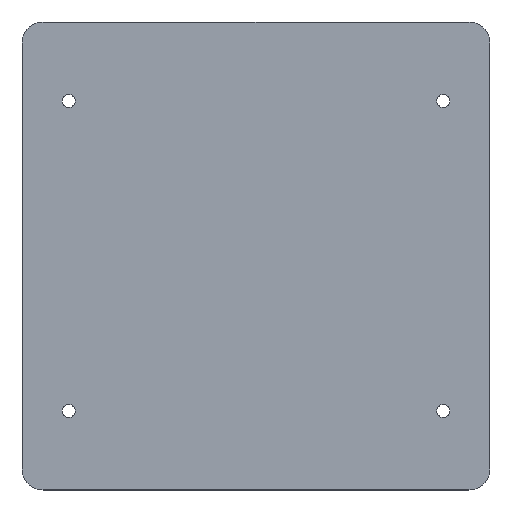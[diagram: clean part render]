
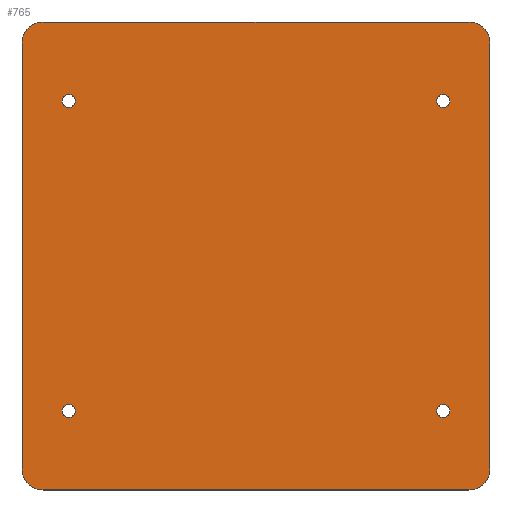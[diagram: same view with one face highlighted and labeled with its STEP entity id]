
A CAD part, top view. The second image highlights one B-rep face of the part: STEP entity #765.
In plain terms, the highlighted planar face has unit normal (0, 0, 1).
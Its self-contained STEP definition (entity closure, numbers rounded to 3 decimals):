
#260 = VERTEX_POINT('',#261);
#261 = CARTESIAN_POINT('',(25.4,73.914,0.624));
#267 = EDGE_CURVE('',#260,#268,#270,.T.);
#268 = VERTEX_POINT('',#269);
#269 = CARTESIAN_POINT('',(27.686,76.2,0.624));
#270 = CIRCLE('',#271,2.288);
#271 = AXIS2_PLACEMENT_3D('',#272,#273,#274);
#272 = CARTESIAN_POINT('',(27.688,73.912,0.624));
#273 = DIRECTION('',(0.,0.,-1.));
#274 = DIRECTION('',(-1.,0.001,0.));
#300 = EDGE_CURVE('',#268,#301,#303,.T.);
#301 = VERTEX_POINT('',#302);
#302 = CARTESIAN_POINT('',(30.48,76.2,0.624));
#303 = LINE('',#304,#305);
#304 = CARTESIAN_POINT('',(27.686,76.2,0.624));
#305 = VECTOR('',#306,1.);
#306 = DIRECTION('',(1.,0.,0.));
#331 = EDGE_CURVE('',#301,#332,#334,.T.);
#332 = VERTEX_POINT('',#333);
#333 = CARTESIAN_POINT('',(71.12,76.2,0.624));
#334 = LINE('',#335,#336);
#335 = CARTESIAN_POINT('',(30.48,76.2,0.624));
#336 = VECTOR('',#337,1.);
#337 = DIRECTION('',(1.,0.,0.));
#362 = EDGE_CURVE('',#332,#363,#365,.T.);
#363 = VERTEX_POINT('',#364);
#364 = CARTESIAN_POINT('',(73.914,76.2,0.624));
#365 = LINE('',#366,#367);
#366 = CARTESIAN_POINT('',(71.12,76.2,0.624));
#367 = VECTOR('',#368,1.);
#368 = DIRECTION('',(1.,0.,0.));
#393 = EDGE_CURVE('',#363,#394,#396,.T.);
#394 = VERTEX_POINT('',#395);
#395 = CARTESIAN_POINT('',(76.2,73.914,0.624));
#396 = CIRCLE('',#397,2.288);
#397 = AXIS2_PLACEMENT_3D('',#398,#399,#400);
#398 = CARTESIAN_POINT('',(73.912,73.912,0.624));
#399 = DIRECTION('',(0.,0.,-1.));
#400 = DIRECTION('',(0.001,1.,0.));
#426 = EDGE_CURVE('',#394,#427,#429,.T.);
#427 = VERTEX_POINT('',#428);
#428 = CARTESIAN_POINT('',(76.2,29.21,0.624));
#429 = LINE('',#430,#431);
#430 = CARTESIAN_POINT('',(76.2,73.914,0.624));
#431 = VECTOR('',#432,1.);
#432 = DIRECTION('',(0.,-1.,0.));
#457 = EDGE_CURVE('',#427,#458,#460,.T.);
#458 = VERTEX_POINT('',#459);
#459 = CARTESIAN_POINT('',(76.2,27.686,0.624));
#460 = LINE('',#461,#462);
#461 = CARTESIAN_POINT('',(76.2,29.21,0.624));
#462 = VECTOR('',#463,1.);
#463 = DIRECTION('',(0.,-1.,0.));
#488 = EDGE_CURVE('',#458,#489,#491,.T.);
#489 = VERTEX_POINT('',#490);
#490 = CARTESIAN_POINT('',(73.914,25.4,0.624));
#491 = CIRCLE('',#492,2.288);
#492 = AXIS2_PLACEMENT_3D('',#493,#494,#495);
#493 = CARTESIAN_POINT('',(73.912,27.688,0.624));
#494 = DIRECTION('',(0.,0.,-1.));
#495 = DIRECTION('',(1.,-0.001,0.));
#521 = EDGE_CURVE('',#489,#522,#524,.T.);
#522 = VERTEX_POINT('',#523);
#523 = CARTESIAN_POINT('',(27.686,25.4,0.624));
#524 = LINE('',#525,#526);
#525 = CARTESIAN_POINT('',(73.914,25.4,0.624));
#526 = VECTOR('',#527,1.);
#527 = DIRECTION('',(-1.,0.,0.));
#552 = EDGE_CURVE('',#522,#553,#555,.T.);
#553 = VERTEX_POINT('',#554);
#554 = CARTESIAN_POINT('',(25.4,27.686,0.624));
#555 = CIRCLE('',#556,2.288);
#556 = AXIS2_PLACEMENT_3D('',#557,#558,#559);
#557 = CARTESIAN_POINT('',(27.688,27.688,0.624));
#558 = DIRECTION('',(0.,0.,-1.));
#559 = DIRECTION('',(-0.001,-1.,0.));
#585 = EDGE_CURVE('',#553,#260,#586,.T.);
#586 = LINE('',#587,#588);
#587 = CARTESIAN_POINT('',(25.4,27.686,0.624));
#588 = VECTOR('',#589,1.);
#589 = DIRECTION('',(0.,1.,0.));
#609 = VERTEX_POINT('',#610);
#610 = CARTESIAN_POINT('',(31.18,33.972,0.624));
#616 = EDGE_CURVE('',#609,#609,#617,.T.);
#617 = CIRCLE('',#618,0.7);
#618 = AXIS2_PLACEMENT_3D('',#619,#620,#621);
#619 = CARTESIAN_POINT('',(30.48,33.972,0.624));
#620 = DIRECTION('',(0.,0.,1.));
#621 = DIRECTION('',(1.,0.,0.));
#642 = VERTEX_POINT('',#643);
#643 = CARTESIAN_POINT('',(31.18,67.628,0.624));
#649 = EDGE_CURVE('',#642,#642,#650,.T.);
#650 = CIRCLE('',#651,0.7);
#651 = AXIS2_PLACEMENT_3D('',#652,#653,#654);
#652 = CARTESIAN_POINT('',(30.48,67.628,0.624));
#653 = DIRECTION('',(0.,0.,1.));
#654 = DIRECTION('',(1.,0.,0.));
#675 = VERTEX_POINT('',#676);
#676 = CARTESIAN_POINT('',(71.82,33.972,0.624));
#682 = EDGE_CURVE('',#675,#675,#683,.T.);
#683 = CIRCLE('',#684,0.7);
#684 = AXIS2_PLACEMENT_3D('',#685,#686,#687);
#685 = CARTESIAN_POINT('',(71.12,33.972,0.624));
#686 = DIRECTION('',(0.,0.,1.));
#687 = DIRECTION('',(1.,0.,0.));
#708 = VERTEX_POINT('',#709);
#709 = CARTESIAN_POINT('',(71.82,67.628,0.624));
#715 = EDGE_CURVE('',#708,#708,#716,.T.);
#716 = CIRCLE('',#717,0.7);
#717 = AXIS2_PLACEMENT_3D('',#718,#719,#720);
#718 = CARTESIAN_POINT('',(71.12,67.628,0.624));
#719 = DIRECTION('',(0.,0.,1.));
#720 = DIRECTION('',(1.,0.,0.));
#765 = ADVANCED_FACE('',(#766,#779,#782,#785,#788),#791,.T.);
#766 = FACE_BOUND('',#767,.F.);
#767 = EDGE_LOOP('',(#768,#769,#770,#771,#772,#773,#774,#775,#776,#777,
    #778));
#768 = ORIENTED_EDGE('',*,*,#267,.T.);
#769 = ORIENTED_EDGE('',*,*,#300,.T.);
#770 = ORIENTED_EDGE('',*,*,#331,.T.);
#771 = ORIENTED_EDGE('',*,*,#362,.T.);
#772 = ORIENTED_EDGE('',*,*,#393,.T.);
#773 = ORIENTED_EDGE('',*,*,#426,.T.);
#774 = ORIENTED_EDGE('',*,*,#457,.T.);
#775 = ORIENTED_EDGE('',*,*,#488,.T.);
#776 = ORIENTED_EDGE('',*,*,#521,.T.);
#777 = ORIENTED_EDGE('',*,*,#552,.T.);
#778 = ORIENTED_EDGE('',*,*,#585,.T.);
#779 = FACE_BOUND('',#780,.T.);
#780 = EDGE_LOOP('',(#781));
#781 = ORIENTED_EDGE('',*,*,#616,.F.);
#782 = FACE_BOUND('',#783,.T.);
#783 = EDGE_LOOP('',(#784));
#784 = ORIENTED_EDGE('',*,*,#649,.F.);
#785 = FACE_BOUND('',#786,.T.);
#786 = EDGE_LOOP('',(#787));
#787 = ORIENTED_EDGE('',*,*,#682,.F.);
#788 = FACE_BOUND('',#789,.T.);
#789 = EDGE_LOOP('',(#790));
#790 = ORIENTED_EDGE('',*,*,#715,.F.);
#791 = PLANE('',#792);
#792 = AXIS2_PLACEMENT_3D('',#793,#794,#795);
#793 = CARTESIAN_POINT('',(25.4,73.914,0.624));
#794 = DIRECTION('',(0.,0.,1.));
#795 = DIRECTION('',(1.,0.,0.));
